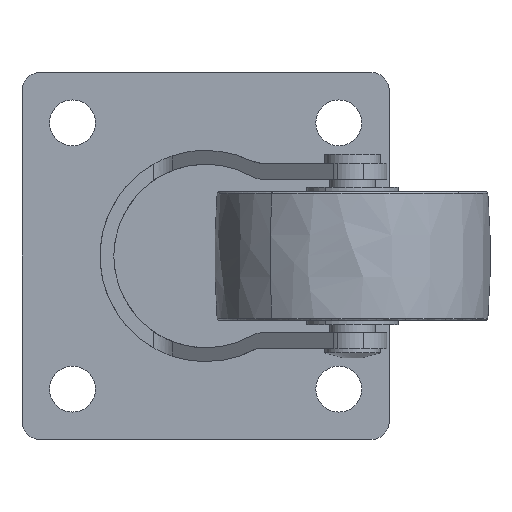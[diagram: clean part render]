
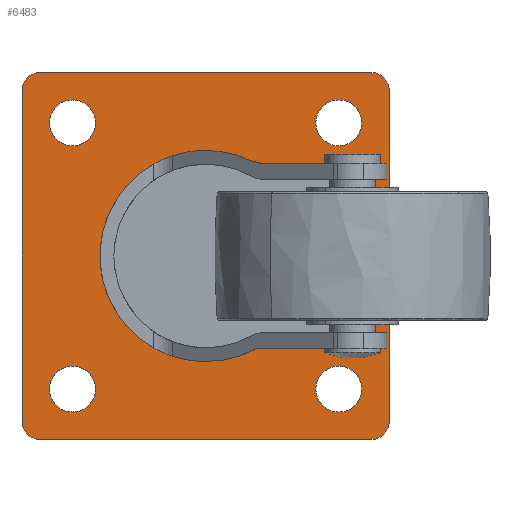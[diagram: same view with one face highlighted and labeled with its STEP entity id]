
A CAD part, front view. The second image highlights one B-rep face of the part: STEP entity #6483.
In plain terms, the highlighted planar face has unit normal (0, -1, 0).
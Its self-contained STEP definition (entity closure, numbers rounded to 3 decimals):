
#52 = CARTESIAN_POINT ( 'NONE',  ( -18., 2., -18. ) ) ;
#102 = FACE_OUTER_BOUND ( 'NONE', #4337, .T. ) ;
#128 = VERTEX_POINT ( 'NONE', #1974 ) ;
#169 = DIRECTION ( 'NONE',  ( 0., 0., -1. ) ) ;
#227 = CIRCLE ( 'NONE', #2445, 2.5 ) ;
#297 = DIRECTION ( 'NONE',  ( -1., 0., 0. ) ) ;
#386 = DIRECTION ( 'NONE',  ( 0., 1., 0. ) ) ;
#400 = ORIENTED_EDGE ( 'NONE', *, *, #1935, .F. ) ;
#408 = ORIENTED_EDGE ( 'NONE', *, *, #1985, .F. ) ;
#448 = CIRCLE ( 'NONE', #6856, 2.5 ) ;
#453 = EDGE_CURVE ( 'NONE', #1454, #128, #3449, .T. ) ;
#510 = VERTEX_POINT ( 'NONE', #1542 ) ;
#536 = DIRECTION ( 'NONE',  ( 0., -1., 0. ) ) ;
#548 = ORIENTED_EDGE ( 'NONE', *, *, #1673, .F. ) ;
#640 = CARTESIAN_POINT ( 'NONE',  ( 20., 2., -18. ) ) ;
#675 = DIRECTION ( 'NONE',  ( 0., -1., 0. ) ) ;
#684 = CARTESIAN_POINT ( 'NONE',  ( -18., 2., 18. ) ) ;
#767 = ORIENTED_EDGE ( 'NONE', *, *, #8030, .F. ) ;
#779 = EDGE_CURVE ( 'NONE', #2747, #1454, #4906, .T. ) ;
#854 = AXIS2_PLACEMENT_3D ( 'NONE', #6389, #2020, #169 ) ;
#926 = DIRECTION ( 'NONE',  ( 0., 0., 1. ) ) ;
#1056 = ORIENTED_EDGE ( 'NONE', *, *, #6821, .F. ) ;
#1111 = DIRECTION ( 'NONE',  ( 0., 0., 1. ) ) ;
#1117 = AXIS2_PLACEMENT_3D ( 'NONE', #4412, #7580, #1971 ) ;
#1176 = CARTESIAN_POINT ( 'NONE',  ( -20., 2., 18. ) ) ;
#1237 = EDGE_LOOP ( 'NONE', ( #2983, #6669 ) ) ;
#1350 = DIRECTION ( 'NONE',  ( 0., 1., 0. ) ) ;
#1397 = AXIS2_PLACEMENT_3D ( 'NONE', #6079, #2469, #4851 ) ;
#1454 = VERTEX_POINT ( 'NONE', #8003 ) ;
#1527 = CARTESIAN_POINT ( 'NONE',  ( -14.5, 2., 17. ) ) ;
#1536 = ORIENTED_EDGE ( 'NONE', *, *, #4569, .F. ) ;
#1542 = CARTESIAN_POINT ( 'NONE',  ( -18., 2., 20. ) ) ;
#1549 = VERTEX_POINT ( 'NONE', #4760 ) ;
#1581 = CARTESIAN_POINT ( 'NONE',  ( 14.5, 2., -14.5 ) ) ;
#1598 = FACE_BOUND ( 'NONE', #4152, .T. ) ;
#1616 = DIRECTION ( 'NONE',  ( 0., 0., 1. ) ) ;
#1659 = ORIENTED_EDGE ( 'NONE', *, *, #4424, .F. ) ;
#1666 = CARTESIAN_POINT ( 'NONE',  ( 20., 2., 18. ) ) ;
#1673 = EDGE_CURVE ( 'NONE', #128, #1549, #2807, .T. ) ;
#1698 = DIRECTION ( 'NONE',  ( 0., 0., 1. ) ) ;
#1736 = DIRECTION ( 'NONE',  ( 0., -1., 0. ) ) ;
#1759 = VERTEX_POINT ( 'NONE', #1666 ) ;
#1814 = VERTEX_POINT ( 'NONE', #1176 ) ;
#1896 = CARTESIAN_POINT ( 'NONE',  ( 18., 2., 20. ) ) ;
#1897 = AXIS2_PLACEMENT_3D ( 'NONE', #5219, #4022, #926 ) ;
#1935 = EDGE_CURVE ( 'NONE', #1759, #2747, #6251, .T. ) ;
#1971 = DIRECTION ( 'NONE',  ( 0., 0., -1. ) ) ;
#1974 = CARTESIAN_POINT ( 'NONE',  ( -18., 2., -20. ) ) ;
#1985 = EDGE_CURVE ( 'NONE', #4176, #4920, #5433, .T. ) ;
#2012 = CARTESIAN_POINT ( 'NONE',  ( 14.5, 2., -17. ) ) ;
#2020 = DIRECTION ( 'NONE',  ( 0., 1., 0. ) ) ;
#2150 = CIRCLE ( 'NONE', #1897, 2.5 ) ;
#2445 = AXIS2_PLACEMENT_3D ( 'NONE', #6702, #536, #1111 ) ;
#2469 = DIRECTION ( 'NONE',  ( 0., -1., 0. ) ) ;
#2485 = ORIENTED_EDGE ( 'NONE', *, *, #4831, .F. ) ;
#2511 = AXIS2_PLACEMENT_3D ( 'NONE', #2874, #7918, #1698 ) ;
#2650 = CARTESIAN_POINT ( 'NONE',  ( -14.5, 2., -17. ) ) ;
#2668 = VECTOR ( 'NONE', #5642, 1000. ) ;
#2732 = DIRECTION ( 'NONE',  ( 1., 0., 0. ) ) ;
#2747 = VERTEX_POINT ( 'NONE', #3533 ) ;
#2807 = CIRCLE ( 'NONE', #1117, 2. ) ;
#2820 = EDGE_CURVE ( 'NONE', #4920, #4176, #6485, .T. ) ;
#2874 = CARTESIAN_POINT ( 'NONE',  ( -14.5, 2., 14.5 ) ) ;
#2884 = CARTESIAN_POINT ( 'NONE',  ( 18., 2., 18. ) ) ;
#2946 = DIRECTION ( 'NONE',  ( 0., 0., 1. ) ) ;
#2983 = ORIENTED_EDGE ( 'NONE', *, *, #6862, .F. ) ;
#3010 = VERTEX_POINT ( 'NONE', #7263 ) ;
#3130 = ORIENTED_EDGE ( 'NONE', *, *, #6381, .F. ) ;
#3308 = EDGE_CURVE ( 'NONE', #7210, #3410, #227, .T. ) ;
#3325 = DIRECTION ( 'NONE',  ( 0., 0., 1. ) ) ;
#3410 = VERTEX_POINT ( 'NONE', #2012 ) ;
#3431 = DIRECTION ( 'NONE',  ( 0., 1., 0. ) ) ;
#3449 = LINE ( 'NONE', #3979, #3973 ) ;
#3455 = ORIENTED_EDGE ( 'NONE', *, *, #453, .F. ) ;
#3470 = VERTEX_POINT ( 'NONE', #1896 ) ;
#3533 = CARTESIAN_POINT ( 'NONE',  ( 20., 2., -18. ) ) ;
#3611 = DIRECTION ( 'NONE',  ( 0., 0., 1. ) ) ;
#3719 = AXIS2_PLACEMENT_3D ( 'NONE', #6285, #675, #3325 ) ;
#3869 = DIRECTION ( 'NONE',  ( 0., 0., -1. ) ) ;
#3888 = ORIENTED_EDGE ( 'NONE', *, *, #4220, .F. ) ;
#3973 = VECTOR ( 'NONE', #297, 1000. ) ;
#3979 = CARTESIAN_POINT ( 'NONE',  ( -18., 2., -20. ) ) ;
#4022 = DIRECTION ( 'NONE',  ( 0., -1., 0. ) ) ;
#4042 = FACE_BOUND ( 'NONE', #4930, .T. ) ;
#4152 = EDGE_LOOP ( 'NONE', ( #767, #3130 ) ) ;
#4176 = VERTEX_POINT ( 'NONE', #2650 ) ;
#4220 = EDGE_CURVE ( 'NONE', #510, #3470, #4660, .T. ) ;
#4232 = DIRECTION ( 'NONE',  ( 0., 0., 1. ) ) ;
#4266 = DIRECTION ( 'NONE',  ( 0., -1., 0. ) ) ;
#4337 = EDGE_LOOP ( 'NONE', ( #3455, #7203, #400, #1536, #3888, #1659, #2485, #548 ) ) ;
#4412 = CARTESIAN_POINT ( 'NONE',  ( -18., 2., -18. ) ) ;
#4424 = EDGE_CURVE ( 'NONE', #1814, #510, #7831, .T. ) ;
#4569 = EDGE_CURVE ( 'NONE', #3470, #1759, #7125, .T. ) ;
#4659 = DIRECTION ( 'NONE',  ( 0., 0., 1. ) ) ;
#4660 = LINE ( 'NONE', #6504, #4818 ) ;
#4742 = CIRCLE ( 'NONE', #6043, 2.5 ) ;
#4760 = CARTESIAN_POINT ( 'NONE',  ( -20., 2., -18. ) ) ;
#4818 = VECTOR ( 'NONE', #2732, 1000. ) ;
#4831 = EDGE_CURVE ( 'NONE', #1549, #1814, #7840, .T. ) ;
#4851 = DIRECTION ( 'NONE',  ( 0., 0., 1. ) ) ;
#4906 = CIRCLE ( 'NONE', #854, 2. ) ;
#4920 = VERTEX_POINT ( 'NONE', #5719 ) ;
#4930 = EDGE_LOOP ( 'NONE', ( #5834, #1056 ) ) ;
#5130 = FACE_BOUND ( 'NONE', #1237, .T. ) ;
#5219 = CARTESIAN_POINT ( 'NONE',  ( 14.5, 2., 14.5 ) ) ;
#5403 = CIRCLE ( 'NONE', #2511, 2.5 ) ;
#5433 = CIRCLE ( 'NONE', #3719, 2.5 ) ;
#5579 = VECTOR ( 'NONE', #4232, 1000. ) ;
#5642 = DIRECTION ( 'NONE',  ( 0., 0., -1. ) ) ;
#5662 = AXIS2_PLACEMENT_3D ( 'NONE', #52, #3431, #4659 ) ;
#5675 = ORIENTED_EDGE ( 'NONE', *, *, #2820, .F. ) ;
#5719 = CARTESIAN_POINT ( 'NONE',  ( -14.5, 2., -12. ) ) ;
#5784 = CIRCLE ( 'NONE', #7742, 2.5 ) ;
#5834 = ORIENTED_EDGE ( 'NONE', *, *, #3308, .F. ) ;
#5896 = PLANE ( 'NONE',  #5662 ) ;
#6043 = AXIS2_PLACEMENT_3D ( 'NONE', #1581, #6555, #1616 ) ;
#6079 = CARTESIAN_POINT ( 'NONE',  ( -14.5, 2., -14.5 ) ) ;
#6114 = CARTESIAN_POINT ( 'NONE',  ( -14.5, 2., 14.5 ) ) ;
#6180 = VERTEX_POINT ( 'NONE', #8094 ) ;
#6202 = VERTEX_POINT ( 'NONE', #6284 ) ;
#6251 = LINE ( 'NONE', #640, #2668 ) ;
#6284 = CARTESIAN_POINT ( 'NONE',  ( 14.5, 2., 12. ) ) ;
#6285 = CARTESIAN_POINT ( 'NONE',  ( -14.5, 2., -14.5 ) ) ;
#6338 = AXIS2_PLACEMENT_3D ( 'NONE', #2884, #386, #6687 ) ;
#6381 = EDGE_CURVE ( 'NONE', #6202, #3010, #5784, .T. ) ;
#6389 = CARTESIAN_POINT ( 'NONE',  ( 18., 2., -18. ) ) ;
#6483 = ADVANCED_FACE ( 'NONE', ( #102, #5130, #1598, #4042, #7168 ), #5896, .F. ) ;
#6485 = CIRCLE ( 'NONE', #1397, 2.5 ) ;
#6504 = CARTESIAN_POINT ( 'NONE',  ( -18., 2., 20. ) ) ;
#6555 = DIRECTION ( 'NONE',  ( 0., -1., 0. ) ) ;
#6669 = ORIENTED_EDGE ( 'NONE', *, *, #8080, .F. ) ;
#6687 = DIRECTION ( 'NONE',  ( 0., 0., -1. ) ) ;
#6702 = CARTESIAN_POINT ( 'NONE',  ( 14.5, 2., -14.5 ) ) ;
#6821 = EDGE_CURVE ( 'NONE', #3410, #7210, #4742, .T. ) ;
#6856 = AXIS2_PLACEMENT_3D ( 'NONE', #6114, #4266, #2946 ) ;
#6862 = EDGE_CURVE ( 'NONE', #7249, #6180, #5403, .T. ) ;
#7125 = CIRCLE ( 'NONE', #6338, 2. ) ;
#7168 = FACE_BOUND ( 'NONE', #7216, .T. ) ;
#7203 = ORIENTED_EDGE ( 'NONE', *, *, #779, .F. ) ;
#7210 = VERTEX_POINT ( 'NONE', #7468 ) ;
#7216 = EDGE_LOOP ( 'NONE', ( #5675, #408 ) ) ;
#7249 = VERTEX_POINT ( 'NONE', #1527 ) ;
#7263 = CARTESIAN_POINT ( 'NONE',  ( 14.5, 2., 17. ) ) ;
#7350 = CARTESIAN_POINT ( 'NONE',  ( -20., 2., -18. ) ) ;
#7468 = CARTESIAN_POINT ( 'NONE',  ( 14.5, 2., -12. ) ) ;
#7580 = DIRECTION ( 'NONE',  ( 0., 1., 0. ) ) ;
#7742 = AXIS2_PLACEMENT_3D ( 'NONE', #8083, #1736, #3611 ) ;
#7831 = CIRCLE ( 'NONE', #8100, 2. ) ;
#7840 = LINE ( 'NONE', #7350, #5579 ) ;
#7918 = DIRECTION ( 'NONE',  ( 0., -1., 0. ) ) ;
#8003 = CARTESIAN_POINT ( 'NONE',  ( 18., 2., -20. ) ) ;
#8030 = EDGE_CURVE ( 'NONE', #3010, #6202, #2150, .T. ) ;
#8080 = EDGE_CURVE ( 'NONE', #6180, #7249, #448, .T. ) ;
#8083 = CARTESIAN_POINT ( 'NONE',  ( 14.5, 2., 14.5 ) ) ;
#8094 = CARTESIAN_POINT ( 'NONE',  ( -14.5, 2., 12. ) ) ;
#8100 = AXIS2_PLACEMENT_3D ( 'NONE', #684, #1350, #3869 ) ;
